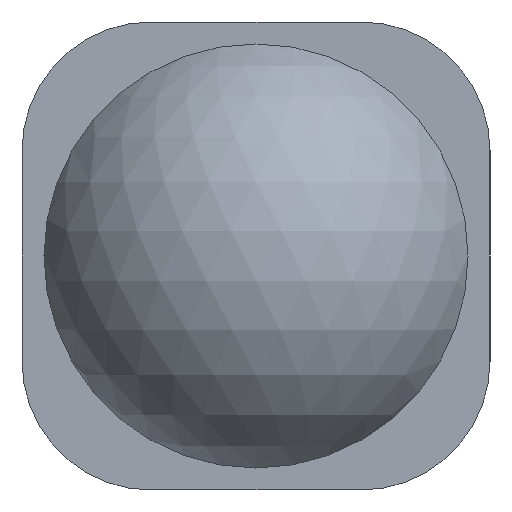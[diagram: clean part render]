
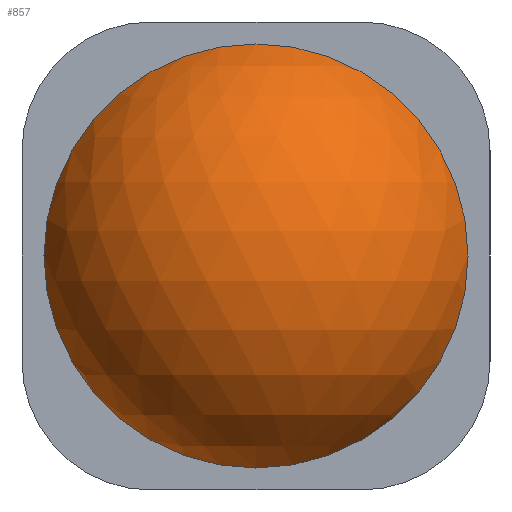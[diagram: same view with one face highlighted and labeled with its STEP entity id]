
A CAD part, left-side view. The second image highlights one B-rep face of the part: STEP entity #857.
In plain terms, the highlighted spherical face has radius 1.1 mm.
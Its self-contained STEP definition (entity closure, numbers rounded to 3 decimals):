
#17=SPHERICAL_SURFACE('',#931,1.1);
#81=FACE_OUTER_BOUND('',#133,.T.);
#133=EDGE_LOOP('',(#669));
#343=CIRCLE('',#932,1.038);
#401=VERTEX_POINT('',#1361);
#499=EDGE_CURVE('',#401,#401,#343,.T.);
#669=ORIENTED_EDGE('',*,*,#499,.T.);
#857=ADVANCED_FACE('',(#81),#17,.T.);
#931=AXIS2_PLACEMENT_3D('',#1360,#1095,#1096);
#932=AXIS2_PLACEMENT_3D('',#1362,#1097,#1098);
#1095=DIRECTION('center_axis',(0.,0.,1.));
#1096=DIRECTION('ref_axis',(1.,0.,0.));
#1097=DIRECTION('center_axis',(-1.,0.,0.));
#1098=DIRECTION('ref_axis',(0.,0.,-1.));
#1360=CARTESIAN_POINT('Origin',(-3.9,0.,1.145));
#1361=CARTESIAN_POINT('',(-4.265,0.,2.183));
#1362=CARTESIAN_POINT('Origin',(-4.265,0.,1.145));
